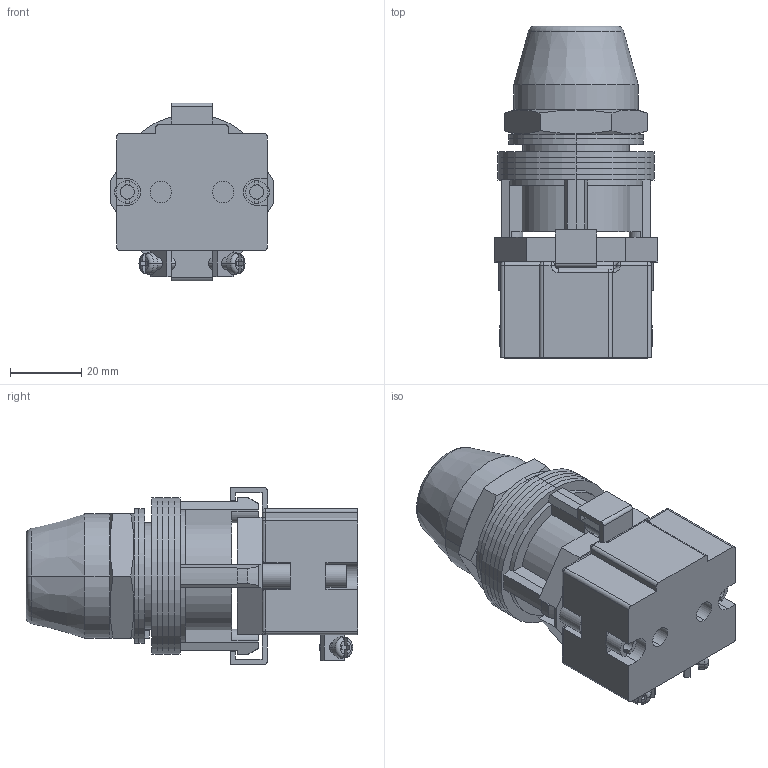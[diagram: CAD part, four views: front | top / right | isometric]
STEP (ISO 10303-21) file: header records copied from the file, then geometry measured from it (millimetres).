
FILE_DESCRIPTION (( 'STEP AP214' ), '1' );
FILE_NAME ('HT8HFRV7.step', '2018-06-29T16:28:12', ( '' ), ( '' ), 'SwSTEP 2.0', 'SolidWorks 2017', '' );
FILE_SCHEMA (( 'AUTOMOTIVE_DESIGN' ));
Length unit declared in the file: millimetre
Products named in the file (1): HT8HFRV7
Bounding box: 46 x 93.45 x 50 mm (x, y, z)
Volume: 81931.4 mm3; surface area: 43239 mm2
Topology: 18 solids, 18 shells, 402 faces, 979 edges, 616 vertices
Faces by surface type: plane 200, cylinder 155, torus 18, cone 15, sphere 14
Entity records: 12827 total; most frequent: CARTESIAN_POINT 2194, DIRECTION 2103, ORIENTED_EDGE 1930, EDGE_CURVE 965, AXIS2_PLACEMENT_3D 773, VERTEX_POINT 616, LINE 557, VECTOR 557
